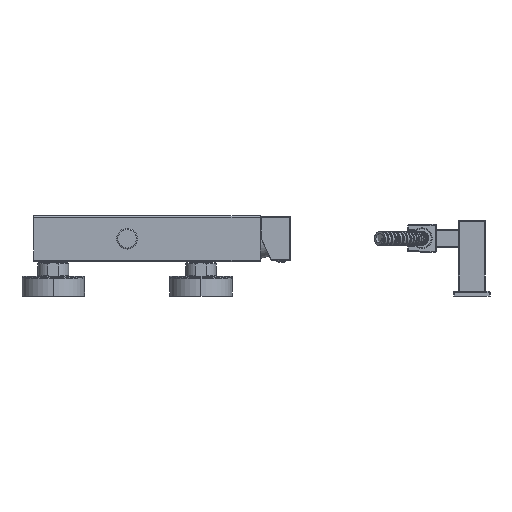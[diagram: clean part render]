
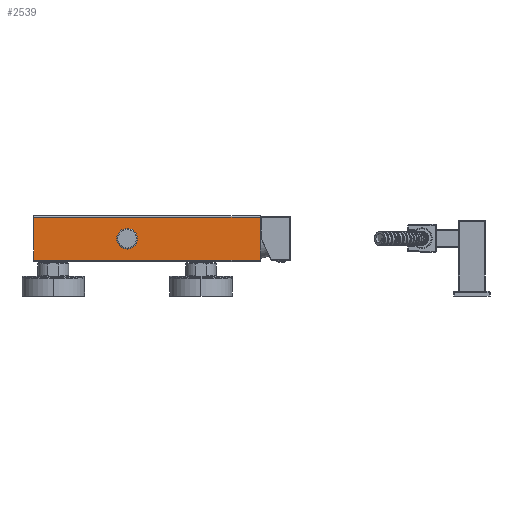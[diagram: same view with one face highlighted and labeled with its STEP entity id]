
A CAD part, front view. The second image highlights one B-rep face of the part: STEP entity #2539.
In plain terms, the highlighted planar face has unit normal (0, -1, 0).
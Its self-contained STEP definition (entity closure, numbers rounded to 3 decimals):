
#935=DIRECTION('',(-1.,0.,0.));
#936=VECTOR('',#935,230.);
#937=CARTESIAN_POINT('',(135.,-23.25,21.75));
#938=LINE('',#937,#936);
#939=DIRECTION('',(0.,0.,-1.));
#940=VECTOR('',#939,43.5);
#941=CARTESIAN_POINT('',(135.,-23.25,21.75));
#942=LINE('',#941,#940);
#943=DIRECTION('',(-1.,0.,0.));
#944=VECTOR('',#943,230.);
#945=CARTESIAN_POINT('',(135.,-23.25,-21.75));
#946=LINE('',#945,#944);
#947=DIRECTION('',(0.,0.,-1.));
#948=VECTOR('',#947,43.5);
#949=CARTESIAN_POINT('',(-95.,-23.25,21.75));
#950=LINE('',#949,#948);
#1013=CARTESIAN_POINT('',(0.,-23.25,0.));
#1014=DIRECTION('',(0.,-1.,0.));
#1015=DIRECTION('',(1.,0.,0.));
#1016=AXIS2_PLACEMENT_3D('',#1013,#1014,#1015);
#1023=CARTESIAN_POINT('',(0.,-23.25,0.));
#1024=DIRECTION('',(0.,-1.,0.));
#1025=DIRECTION('',(-1.,0.,0.));
#1026=AXIS2_PLACEMENT_3D('',#1023,#1024,#1025);
#1099=CARTESIAN_POINT('',(135.,-23.25,21.75));
#1100=CARTESIAN_POINT('',(135.,-23.25,-21.75));
#1101=VERTEX_POINT('',#1099);
#1102=VERTEX_POINT('',#1100);
#1115=CARTESIAN_POINT('',(-95.,-23.25,21.75));
#1116=CARTESIAN_POINT('',(-95.,-23.25,-21.75));
#1117=VERTEX_POINT('',#1115);
#1118=VERTEX_POINT('',#1116);
#1274=CARTESIAN_POINT('',(10.45,-23.25,0.));
#1275=CARTESIAN_POINT('',(-10.45,-23.25,0.));
#1276=VERTEX_POINT('',#1274);
#1277=VERTEX_POINT('',#1275);
#2521=CARTESIAN_POINT('',(-96.5,-23.25,23.25));
#2522=DIRECTION('',(0.,-1.,0.));
#2523=DIRECTION('',(0.,0.,-1.));
#2524=AXIS2_PLACEMENT_3D('',#2521,#2522,#2523);
#2525=PLANE('',#2524);
#2526=ORIENTED_EDGE('',*,*,#2509,.F.);
#2527=ORIENTED_EDGE('',*,*,#2430,.T.);
#2529=ORIENTED_EDGE('',*,*,#2528,.T.);
#2530=ORIENTED_EDGE('',*,*,#2479,.F.);
#2531=EDGE_LOOP('',(#2526,#2527,#2529,#2530));
#2532=FACE_OUTER_BOUND('',#2531,.F.);
#2534=ORIENTED_EDGE('',*,*,#2533,.T.);
#2536=ORIENTED_EDGE('',*,*,#2535,.T.);
#2537=EDGE_LOOP('',(#2534,#2536));
#2538=FACE_BOUND('',#2537,.F.);
#2539=ADVANCED_FACE('',(#2532,#2538),#2525,.T.);
#1017=CIRCLE('',#1016,10.45);
#1027=CIRCLE('',#1026,10.45);
#2430=EDGE_CURVE('',#1101,#1102,#942,.T.);
#2479=EDGE_CURVE('',#1117,#1118,#950,.T.);
#2509=EDGE_CURVE('',#1101,#1117,#938,.T.);
#2528=EDGE_CURVE('',#1102,#1118,#946,.T.);
#2533=EDGE_CURVE('',#1276,#1277,#1017,.T.);
#2535=EDGE_CURVE('',#1277,#1276,#1027,.T.);
